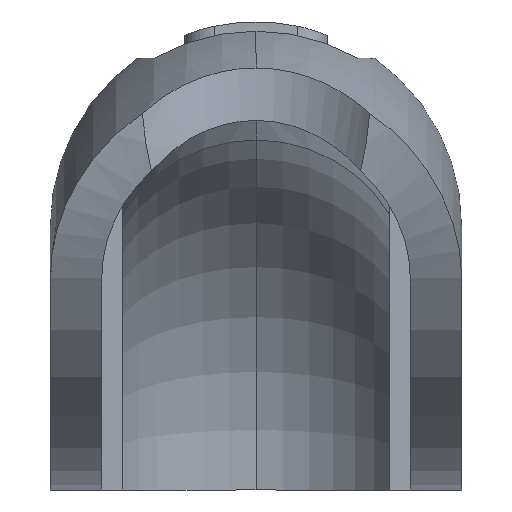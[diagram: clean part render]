
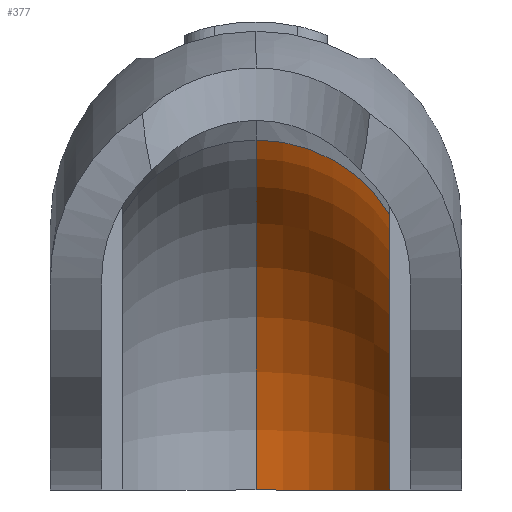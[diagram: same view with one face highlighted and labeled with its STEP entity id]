
A CAD part, left-side view. The second image highlights one B-rep face of the part: STEP entity #377.
In plain terms, the highlighted toroidal (fillet/blend) face has major radius 20 mm and minor radius 15 mm.
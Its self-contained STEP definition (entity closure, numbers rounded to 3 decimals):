
#124 = VERTEX_POINT ( 'NONE', #1021 ) ;
#145 = VERTEX_POINT ( 'NONE', #1051 ) ;
#147 = EDGE_CURVE ( 'NONE', #148, #145, #1050, .T. ) ;
#148 = VERTEX_POINT ( 'NONE', #1045 ) ;
#174 = VERTEX_POINT ( 'NONE', #852 ) ;
#181 = EDGE_CURVE ( 'NONE', #174, #124, #1166, .T. ) ;
#298 = EDGE_CURVE ( 'NONE', #145, #174, #1462, .T. ) ;
#355 = ORIENTED_EDGE ( 'NONE', *, *, #147, .T. ) ;
#356 = ORIENTED_EDGE ( 'NONE', *, *, #298, .T. ) ;
#371 = EDGE_LOOP ( 'NONE', ( #373, #394, #355, #356 ) ) ;
#372 = EDGE_CURVE ( 'NONE', #124, #148, #1562, .T. ) ;
#373 = ORIENTED_EDGE ( 'NONE', *, *, #181, .T. ) ;
#377 = ADVANCED_FACE ( 'NONE', ( #1621 ), #1620, .F. ) ;
#394 = ORIENTED_EDGE ( 'NONE', *, *, #372, .T. ) ;
#852 = CARTESIAN_POINT ( 'NONE',  ( 104.658, -15., 19.45 ) ) ;
#1021 = CARTESIAN_POINT ( 'NONE',  ( 108.152, 0., 34.038 ) ) ;
#1045 = CARTESIAN_POINT ( 'NONE',  ( 135., 0., 0. ) ) ;
#1046 = DIRECTION ( 'NONE',  ( 1., 0., 0. ) ) ;
#1047 = DIRECTION ( 'NONE',  ( 0., 0., -1. ) ) ;
#1048 = CARTESIAN_POINT ( 'NONE',  ( 120., 0., 0. ) ) ;
#1049 = AXIS2_PLACEMENT_3D ( 'NONE', #1048, #1047, #1046 ) ;
#1050 = CIRCLE ( 'NONE', #1049, 15. ) ;
#1051 = CARTESIAN_POINT ( 'NONE',  ( 120., -15., 0. ) ) ;
#1162 = DIRECTION ( 'NONE',  ( 0.233, 0., 0.973 ) ) ;
#1163 = DIRECTION ( 'NONE',  ( -0.973, 0., 0.233 ) ) ;
#1164 = CARTESIAN_POINT ( 'NONE',  ( 104.658, 0., 19.45 ) ) ;
#1165 = AXIS2_PLACEMENT_3D ( 'NONE', #1164, #1163, #1162 ) ;
#1166 = CIRCLE ( 'NONE', #1165, 15. ) ;
#1397 = CARTESIAN_POINT ( 'NONE',  ( 100., -15., 0. ) ) ;
#1447 = DIRECTION ( 'NONE',  ( 0., 0., 1. ) ) ;
#1448 = DIRECTION ( 'NONE',  ( 0., -1., 0. ) ) ;
#1461 = AXIS2_PLACEMENT_3D ( 'NONE', #1397, #1448, #1447 ) ;
#1462 = CIRCLE ( 'NONE', #1461, 20. ) ;
#1559 = DIRECTION ( 'NONE',  ( 0., 0., 1. ) ) ;
#1560 = DIRECTION ( 'NONE',  ( 0., 1., 0. ) ) ;
#1561 = AXIS2_PLACEMENT_3D ( 'NONE', #1584, #1560, #1559 ) ;
#1562 = CIRCLE ( 'NONE', #1561, 35. ) ;
#1584 = CARTESIAN_POINT ( 'NONE',  ( 100., 0., 0. ) ) ;
#1616 = DIRECTION ( 'NONE',  ( 0., 0., 1. ) ) ;
#1617 = DIRECTION ( 'NONE',  ( 0., 1., 0. ) ) ;
#1618 = CARTESIAN_POINT ( 'NONE',  ( 100., 0., 0. ) ) ;
#1619 = AXIS2_PLACEMENT_3D ( 'NONE', #1618, #1617, #1616 ) ;
#1620 = TOROIDAL_SURFACE ( 'NONE', #1619, 20., 15. ) ;
#1621 = FACE_OUTER_BOUND ( 'NONE', #371, .T. ) ;
